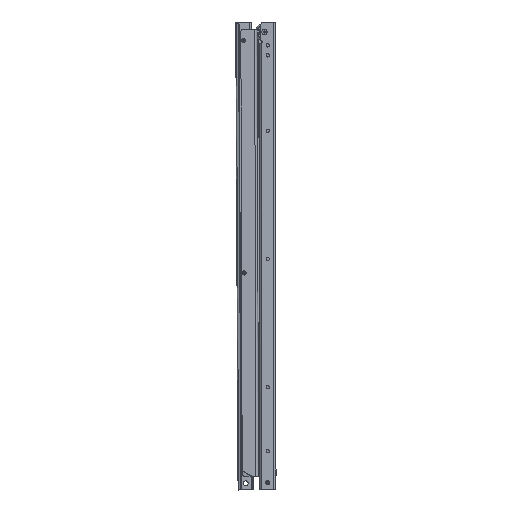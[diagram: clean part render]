
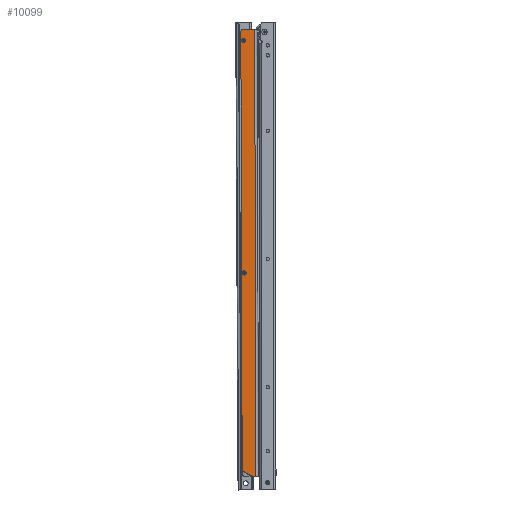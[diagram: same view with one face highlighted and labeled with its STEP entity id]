
A CAD part, left-side view. The second image highlights one B-rep face of the part: STEP entity #10099.
In plain terms, the highlighted planar face has unit normal (-1, 0, 0).
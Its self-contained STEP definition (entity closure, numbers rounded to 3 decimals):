
#937 = VECTOR ( 'NONE', #4082, 1000. ) ;
#1174 = DIRECTION ( 'NONE',  ( 1., 0., 0. ) ) ;
#1884 = LINE ( 'NONE', #27088, #36003 ) ;
#2281 = CARTESIAN_POINT ( 'NONE',  ( -7.5, 21.9, -661.272 ) ) ;
#2324 = FACE_BOUND ( 'NONE', #6805, .T. ) ;
#2850 = EDGE_CURVE ( 'NONE', #23843, #52393, #19982, .T. ) ;
#3565 = AXIS2_PLACEMENT_3D ( 'NONE', #34654, #1174, #47540 ) ;
#3718 = EDGE_CURVE ( 'NONE', #50039, #39405, #43057, .T. ) ;
#3827 = ORIENTED_EDGE ( 'NONE', *, *, #11644, .T. ) ;
#3892 = ORIENTED_EDGE ( 'NONE', *, *, #3718, .T. ) ;
#4082 = DIRECTION ( 'NONE',  ( 0., 0.866, 0.5 ) ) ;
#4387 = ORIENTED_EDGE ( 'NONE', *, *, #52577, .F. ) ;
#4800 = DIRECTION ( 'NONE',  ( 1., 0., 0. ) ) ;
#5976 = VERTEX_POINT ( 'NONE', #7425 ) ;
#6805 = EDGE_LOOP ( 'NONE', ( #3892, #47093 ) ) ;
#7425 = CARTESIAN_POINT ( 'NONE',  ( -7.5, 6.783, -670. ) ) ;
#8201 = CIRCLE ( 'NONE', #18687, 3.2 ) ;
#8692 = AXIS2_PLACEMENT_3D ( 'NONE', #19636, #16348, #49786 ) ;
#9421 = CARTESIAN_POINT ( 'NONE',  ( -7.5, 18.1, -368.2 ) ) ;
#10099 = ADVANCED_FACE ( 'NONE', ( #44585, #2324, #40748 ), #52793, .T. ) ;
#10862 = EDGE_LOOP ( 'NONE', ( #40885, #51190, #33316, #4387, #37655, #38732 ) ) ;
#11461 = CARTESIAN_POINT ( 'NONE',  ( -7.5, 1.225, -670. ) ) ;
#11644 = EDGE_CURVE ( 'NONE', #14833, #39980, #41139, .T. ) ;
#12720 = EDGE_CURVE ( 'NONE', #39405, #50039, #34216, .T. ) ;
#12953 = EDGE_CURVE ( 'NONE', #5976, #23843, #41435, .T. ) ;
#14833 = VERTEX_POINT ( 'NONE', #9421 ) ;
#14956 = CARTESIAN_POINT ( 'NONE',  ( -7.5, 17.9, 0. ) ) ;
#15073 = DIRECTION ( 'NONE',  ( 0., -1., 0. ) ) ;
#16348 = DIRECTION ( 'NONE',  ( 1., 0., 0. ) ) ;
#18084 = CARTESIAN_POINT ( 'NONE',  ( -7.5, 18.1, -17. ) ) ;
#18687 = AXIS2_PLACEMENT_3D ( 'NONE', #38316, #4800, #38835 ) ;
#19165 = CARTESIAN_POINT ( 'NONE',  ( -7.5, 17.9, -4. ) ) ;
#19636 = CARTESIAN_POINT ( 'NONE',  ( -7.5, 18.1, -365. ) ) ;
#19982 = LINE ( 'NONE', #24324, #45995 ) ;
#20247 = LINE ( 'NONE', #11461, #33083 ) ;
#22040 = AXIS2_PLACEMENT_3D ( 'NONE', #53061, #23680, #28077 ) ;
#23680 = DIRECTION ( 'NONE',  ( -1., 0., 0. ) ) ;
#23843 = VERTEX_POINT ( 'NONE', #2281 ) ;
#24055 = DIRECTION ( 'NONE',  ( 0., 0., 1. ) ) ;
#24324 = CARTESIAN_POINT ( 'NONE',  ( -7.5, 21.9, -670. ) ) ;
#24938 = EDGE_CURVE ( 'NONE', #5976, #38771, #1884, .T. ) ;
#27088 = CARTESIAN_POINT ( 'NONE',  ( -7.5, 21.9, -670. ) ) ;
#27097 = DIRECTION ( 'NONE',  ( 1., 0., 0. ) ) ;
#28077 = DIRECTION ( 'NONE',  ( 0., -1., 0. ) ) ;
#28188 = DIRECTION ( 'NONE',  ( -1., 0., 0. ) ) ;
#28904 = CARTESIAN_POINT ( 'NONE',  ( -7.5, 1.225, 0. ) ) ;
#29002 = ORIENTED_EDGE ( 'NONE', *, *, #47394, .T. ) ;
#30556 = CIRCLE ( 'NONE', #31427, 4. ) ;
#31427 = AXIS2_PLACEMENT_3D ( 'NONE', #19165, #28188, #35628 ) ;
#33083 = VECTOR ( 'NONE', #24055, 1000. ) ;
#33316 = ORIENTED_EDGE ( 'NONE', *, *, #34548, .T. ) ;
#34203 = CARTESIAN_POINT ( 'NONE',  ( -7.5, 1.225, -670. ) ) ;
#34216 = CIRCLE ( 'NONE', #3565, 3.2 ) ;
#34548 = EDGE_CURVE ( 'NONE', #38771, #45844, #20247, .T. ) ;
#34654 = CARTESIAN_POINT ( 'NONE',  ( -7.5, 18.1, -17. ) ) ;
#35158 = AXIS2_PLACEMENT_3D ( 'NONE', #18084, #27097, #15073 ) ;
#35347 = DIRECTION ( 'NONE',  ( 0., -1., 0. ) ) ;
#35628 = DIRECTION ( 'NONE',  ( 0., -1., 0. ) ) ;
#35647 = EDGE_CURVE ( 'NONE', #47475, #52393, #30556, .T. ) ;
#36003 = VECTOR ( 'NONE', #35347, 1000. ) ;
#37655 = ORIENTED_EDGE ( 'NONE', *, *, #35647, .T. ) ;
#37824 = CARTESIAN_POINT ( 'NONE',  ( -7.5, 21.9, 0. ) ) ;
#38107 = VECTOR ( 'NONE', #49875, 1000. ) ;
#38316 = CARTESIAN_POINT ( 'NONE',  ( -7.5, 18.1, -365. ) ) ;
#38732 = ORIENTED_EDGE ( 'NONE', *, *, #2850, .F. ) ;
#38771 = VERTEX_POINT ( 'NONE', #34203 ) ;
#38835 = DIRECTION ( 'NONE',  ( 0., -1., 0. ) ) ;
#39405 = VERTEX_POINT ( 'NONE', #48074 ) ;
#39953 = CARTESIAN_POINT ( 'NONE',  ( -7.5, 18.1, -361.8 ) ) ;
#39980 = VERTEX_POINT ( 'NONE', #39953 ) ;
#40748 = FACE_OUTER_BOUND ( 'NONE', #10862, .T. ) ;
#40885 = ORIENTED_EDGE ( 'NONE', *, *, #12953, .F. ) ;
#41139 = CIRCLE ( 'NONE', #8692, 3.2 ) ;
#41435 = LINE ( 'NONE', #42233, #937 ) ;
#42233 = CARTESIAN_POINT ( 'NONE',  ( -7.5, 18.121, -663.454 ) ) ;
#42476 = LINE ( 'NONE', #37824, #38107 ) ;
#43057 = CIRCLE ( 'NONE', #35158, 3.2 ) ;
#43214 = CARTESIAN_POINT ( 'NONE',  ( -7.5, 18.1, -13.8 ) ) ;
#44585 = FACE_BOUND ( 'NONE', #46814, .T. ) ;
#45844 = VERTEX_POINT ( 'NONE', #28904 ) ;
#45995 = VECTOR ( 'NONE', #53166, 1000. ) ;
#46814 = EDGE_LOOP ( 'NONE', ( #29002, #3827 ) ) ;
#47093 = ORIENTED_EDGE ( 'NONE', *, *, #12720, .T. ) ;
#47394 = EDGE_CURVE ( 'NONE', #39980, #14833, #8201, .T. ) ;
#47475 = VERTEX_POINT ( 'NONE', #14956 ) ;
#47540 = DIRECTION ( 'NONE',  ( 0., -1., 0. ) ) ;
#48074 = CARTESIAN_POINT ( 'NONE',  ( -7.5, 18.1, -20.2 ) ) ;
#49786 = DIRECTION ( 'NONE',  ( 0., -1., 0. ) ) ;
#49875 = DIRECTION ( 'NONE',  ( 0., -1., 0. ) ) ;
#50039 = VERTEX_POINT ( 'NONE', #43214 ) ;
#51190 = ORIENTED_EDGE ( 'NONE', *, *, #24938, .T. ) ;
#51353 = CARTESIAN_POINT ( 'NONE',  ( -7.5, 21.9, -4. ) ) ;
#52393 = VERTEX_POINT ( 'NONE', #51353 ) ;
#52577 = EDGE_CURVE ( 'NONE', #47475, #45844, #42476, .T. ) ;
#52793 = PLANE ( 'NONE',  #22040 ) ;
#53061 = CARTESIAN_POINT ( 'NONE',  ( -7.5, 21.9, -670. ) ) ;
#53166 = DIRECTION ( 'NONE',  ( 0., 0., 1. ) ) ;
